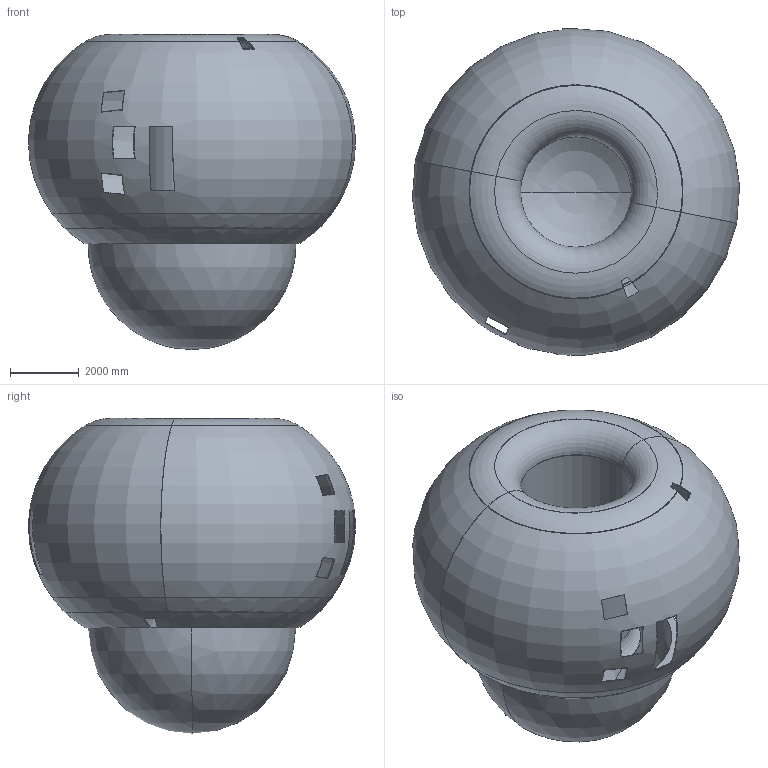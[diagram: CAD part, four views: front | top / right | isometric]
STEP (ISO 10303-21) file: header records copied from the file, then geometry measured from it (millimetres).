
FILE_DESCRIPTION(('STEP AP214'),'1');
FILE_NAME('spherical_and_toroidal_split.stp','2025-04-01T18:27:36',(' '),(' '),'Spatial InterOp 3D',' ',' ');
FILE_SCHEMA(('AUTOMOTIVE_DESIGN { 1 0 10303 214 1 1 1 1 }'));
Length unit declared in the file: metre
Products named in the file (1): 4111131
Bounding box: 9495.17 x 9495.17 x 9143.66 mm (x, y, z)
Volume: 17518762473.2 mm3; surface area: 644176713.1 mm2
Topology: 8 solids, 8 shells, 101 faces, 286 edges, 193 vertices
Faces by surface type: torus 39, plane 37, cylinder 15, cone 6, sphere 4
Entity records: 4592 total; most frequent: CARTESIAN_POINT 1738, DIRECTION 638, ORIENTED_EDGE 564, AXIS2_PLACEMENT_3D 297, EDGE_CURVE 282, VERTEX_POINT 193, CIRCLE 188, EDGE_LOOP 121
